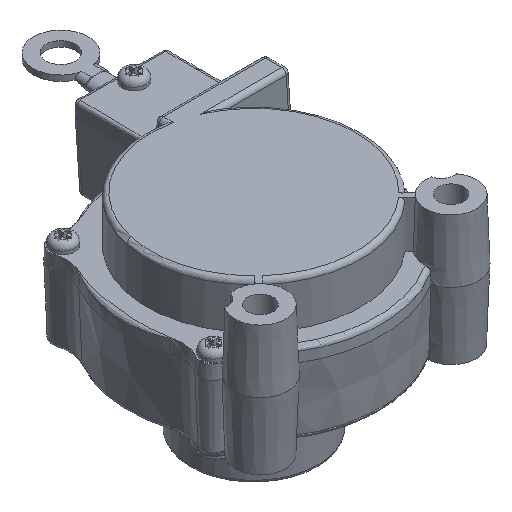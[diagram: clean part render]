
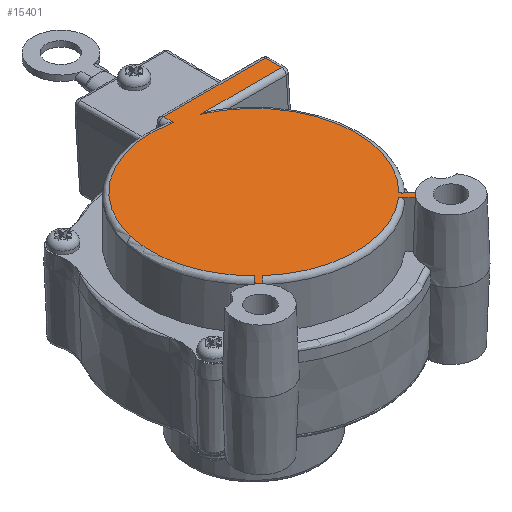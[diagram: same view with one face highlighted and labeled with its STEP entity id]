
A CAD part, isometric view. The second image highlights one B-rep face of the part: STEP entity #15401.
In plain terms, the highlighted planar face has unit normal (0, 0, 1).
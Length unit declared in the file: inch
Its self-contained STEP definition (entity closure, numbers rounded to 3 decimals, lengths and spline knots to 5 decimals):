
#7387=CARTESIAN_POINT('',(0.13755,0.75213,0.408));
#7388=VERTEX_POINT('',#7387);
#7412=CARTESIAN_POINT('',(0.83082,0.75213,0.408));
#7413=VERTEX_POINT('',#7412);
#7414=CARTESIAN_POINT('',(0.13755,0.75213,0.408));
#7415=DIRECTION('',(1.0,0.0,0.0));
#7416=VECTOR('',#7415,0.69327);
#7417=LINE('',#7414,#7416);
#7418=EDGE_CURVE('',#7388,#7413,#7417,.T.);
#7452=CARTESIAN_POINT('',(0.13755,0.68533,0.408));
#7453=VERTEX_POINT('',#7452);
#7471=CARTESIAN_POINT('',(0.13755,0.68533,0.408));
#7472=DIRECTION('',(0.0,1.0,0.0));
#7473=VECTOR('',#7472,0.0668);
#7474=LINE('',#7471,#7473);
#7475=EDGE_CURVE('',#7453,#7388,#7474,.T.);
#15087=CARTESIAN_POINT('',(0.83082,0.64087,0.408));
#15088=VERTEX_POINT('',#15087);
#15144=CARTESIAN_POINT('',(0.83082,0.75213,0.408));
#15145=DIRECTION('',(0.0,-1.0,0.0));
#15146=VECTOR('',#15145,0.11127);
#15147=LINE('',#15144,#15146);
#15148=EDGE_CURVE('',#7413,#15088,#15147,.T.);
#15181=CARTESIAN_POINT('',(0.27909,0.64087,0.408));
#15182=VERTEX_POINT('',#15181);
#15209=CARTESIAN_POINT('',(0.83082,0.64087,0.408));
#15210=DIRECTION('',(-1.0,0.0,0.0));
#15211=VECTOR('',#15210,0.55173);
#15212=LINE('',#15209,#15211);
#15213=EDGE_CURVE('',#15088,#15182,#15212,.T.);
#15315=CARTESIAN_POINT('',(0.,0.,0.408));
#15316=DIRECTION('',(0.0,0.0,1.0));
#15317=DIRECTION('',(1.0,0.0,0.0));
#15318=AXIS2_PLACEMENT_3D('',#15315,#15316,#15317);
#15319=PLANE('',#15318);
#15320=CARTESIAN_POINT('',(-0.49121,-0.4973,0.408));
#15321=VERTEX_POINT('',#15320);
#15322=CARTESIAN_POINT('',(0.,0.,0.408));
#15323=DIRECTION('',(0.0,0.0,-1.0));
#15324=DIRECTION('',(-1.0,0.0,0.0));
#15325=AXIS2_PLACEMENT_3D('',#15322,#15323,#15324);
#15326=CIRCLE('',#15325,0.699);
#15327=EDGE_CURVE('',#15321,#7453,#15326,.T.);
#15328=ORIENTED_EDGE('',*,*,#15327,.F.);
#15329=CARTESIAN_POINT('',(-0.5463,-0.55621,0.408));
#15330=VERTEX_POINT('',#15329);
#15331=CARTESIAN_POINT('',(-0.5463,-0.55621,0.408));
#15332=DIRECTION('',(0.683,0.73,0.0));
#15333=VECTOR('',#15332,0.08065);
#15334=LINE('',#15331,#15333);
#15335=EDGE_CURVE('',#15330,#15321,#15334,.T.);
#15336=ORIENTED_EDGE('',*,*,#15335,.F.);
#15337=CARTESIAN_POINT('',(-0.51845,-0.58226,0.408));
#15338=VERTEX_POINT('',#15337);
#15339=CARTESIAN_POINT('',(-0.65,-0.695,0.408));
#15340=DIRECTION('',(0.0,0.0,1.0));
#15341=DIRECTION('',(-0.822,0.569,0.0));
#15342=AXIS2_PLACEMENT_3D('',#15339,#15340,#15341);
#15343=CIRCLE('',#15342,0.17325);
#15344=EDGE_CURVE('',#15338,#15330,#15343,.T.);
#15345=ORIENTED_EDGE('',*,*,#15344,.F.);
#15346=CARTESIAN_POINT('',(-0.46336,-0.52335,0.408));
#15347=VERTEX_POINT('',#15346);
#15348=CARTESIAN_POINT('',(-0.46336,-0.52335,0.408));
#15349=DIRECTION('',(-0.683,-0.73,0.0));
#15350=VECTOR('',#15349,0.08065);
#15351=LINE('',#15348,#15350);
#15352=EDGE_CURVE('',#15347,#15338,#15351,.T.);
#15353=ORIENTED_EDGE('',*,*,#15352,.F.);
#15354=CARTESIAN_POINT('',(0.46336,-0.52335,0.408));
#15355=VERTEX_POINT('',#15354);
#15356=CARTESIAN_POINT('',(0.,0.,0.408));
#15357=DIRECTION('',(0.0,0.0,-1.0));
#15358=DIRECTION('',(-1.0,0.0,0.0));
#15359=AXIS2_PLACEMENT_3D('',#15356,#15357,#15358);
#15360=CIRCLE('',#15359,0.699);
#15361=EDGE_CURVE('',#15355,#15347,#15360,.T.);
#15362=ORIENTED_EDGE('',*,*,#15361,.F.);
#15363=CARTESIAN_POINT('',(0.51845,-0.58226,0.408));
#15364=VERTEX_POINT('',#15363);
#15365=CARTESIAN_POINT('',(0.51845,-0.58226,0.408));
#15366=DIRECTION('',(-0.683,0.73,0.0));
#15367=VECTOR('',#15366,0.08065);
#15368=LINE('',#15365,#15367);
#15369=EDGE_CURVE('',#15364,#15355,#15368,.T.);
#15370=ORIENTED_EDGE('',*,*,#15369,.F.);
#15371=CARTESIAN_POINT('',(0.5463,-0.55621,0.408));
#15372=VERTEX_POINT('',#15371);
#15373=CARTESIAN_POINT('',(0.65,-0.695,0.408));
#15374=DIRECTION('',(0.0,0.0,1.0));
#15375=DIRECTION('',(-0.972,-0.237,0.0));
#15376=AXIS2_PLACEMENT_3D('',#15373,#15374,#15375);
#15377=CIRCLE('',#15376,0.17325);
#15378=EDGE_CURVE('',#15372,#15364,#15377,.T.);
#15379=ORIENTED_EDGE('',*,*,#15378,.F.);
#15380=CARTESIAN_POINT('',(0.49121,-0.4973,0.408));
#15381=VERTEX_POINT('',#15380);
#15382=CARTESIAN_POINT('',(0.49121,-0.4973,0.408));
#15383=DIRECTION('',(0.683,-0.73,0.0));
#15384=VECTOR('',#15383,0.08065);
#15385=LINE('',#15382,#15384);
#15386=EDGE_CURVE('',#15381,#15372,#15385,.T.);
#15387=ORIENTED_EDGE('',*,*,#15386,.F.);
#15388=CARTESIAN_POINT('',(0.,0.,0.408));
#15389=DIRECTION('',(0.0,0.0,-1.0));
#15390=DIRECTION('',(-1.0,0.0,0.0));
#15391=AXIS2_PLACEMENT_3D('',#15388,#15389,#15390);
#15392=CIRCLE('',#15391,0.699);
#15393=EDGE_CURVE('',#15182,#15381,#15392,.T.);
#15394=ORIENTED_EDGE('',*,*,#15393,.F.);
#15395=ORIENTED_EDGE('',*,*,#15213,.F.);
#15396=ORIENTED_EDGE('',*,*,#15148,.F.);
#15397=ORIENTED_EDGE('',*,*,#7418,.F.);
#15398=ORIENTED_EDGE('',*,*,#7475,.F.);
#15399=EDGE_LOOP('',(#15328,#15336,#15345,#15353,#15362,#15370,#15379,#15387,#15394,#15395,#15396,#15397,#15398));
#15400=FACE_OUTER_BOUND('',#15399,.T.);
#15401=ADVANCED_FACE('',(#15400),#15319,.T.);
